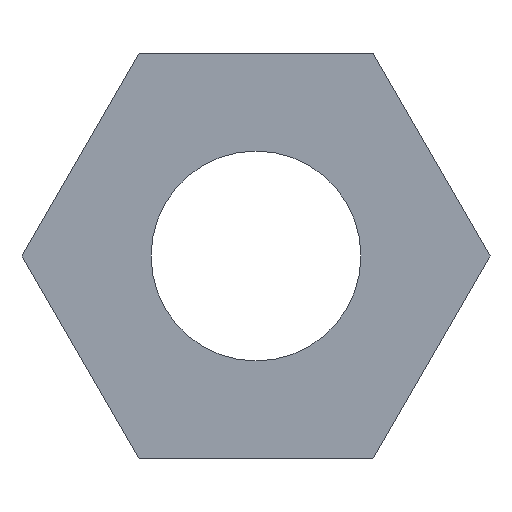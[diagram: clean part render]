
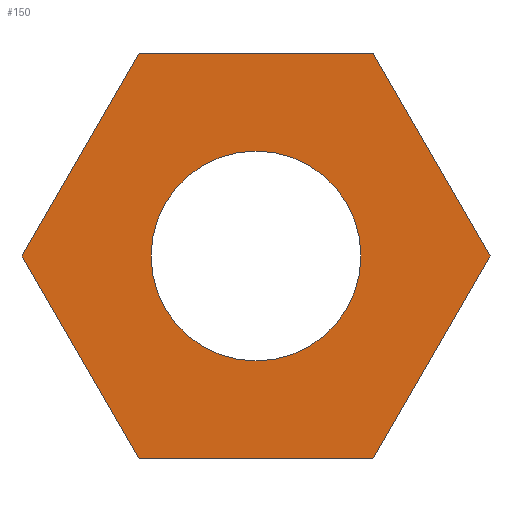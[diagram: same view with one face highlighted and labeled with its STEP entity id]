
A CAD part, front view. The second image highlights one B-rep face of the part: STEP entity #150.
In plain terms, the highlighted planar face has unit normal (0, -1, 0).
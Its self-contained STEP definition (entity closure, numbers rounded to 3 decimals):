
#7 = EDGE_CURVE ( 'NONE', #246, #295, #152, .T. ) ;
#9 = CIRCLE ( 'NONE', #193, 1.45 ) ;
#10 = VECTOR ( 'NONE', #166, 1000. ) ;
#22 = VECTOR ( 'NONE', #305, 1000. ) ;
#23 = ORIENTED_EDGE ( 'NONE', *, *, #117, .F. ) ;
#24 = LINE ( 'NONE', #126, #144 ) ;
#38 = CARTESIAN_POINT ( 'NONE',  ( -1.617, 0., -2.8 ) ) ;
#45 = PLANE ( 'NONE',  #277 ) ;
#54 = EDGE_CURVE ( 'NONE', #224, #197, #213, .T. ) ;
#56 = CARTESIAN_POINT ( 'NONE',  ( 1.617, 0., 2.8 ) ) ;
#59 = DIRECTION ( 'NONE',  ( -0.5, 0., 0.866 ) ) ;
#71 = CARTESIAN_POINT ( 'NONE',  ( 1.617, 0., -2.8 ) ) ;
#79 = CARTESIAN_POINT ( 'NONE',  ( 3.233, 0., 0. ) ) ;
#80 = CIRCLE ( 'NONE', #242, 1.45 ) ;
#82 = DIRECTION ( 'NONE',  ( 0.5, 0., -0.866 ) ) ;
#92 = DIRECTION ( 'NONE',  ( 1., 0., 0. ) ) ;
#95 = CARTESIAN_POINT ( 'NONE',  ( 0., 0., 0. ) ) ;
#105 = VECTOR ( 'NONE', #92, 1000. ) ;
#107 = DIRECTION ( 'NONE',  ( 0., 1., 0. ) ) ;
#113 = CARTESIAN_POINT ( 'NONE',  ( -1.617, 0., -2.8 ) ) ;
#114 = LINE ( 'NONE', #216, #105 ) ;
#117 = EDGE_CURVE ( 'NONE', #140, #224, #114, .T. ) ;
#118 = ORIENTED_EDGE ( 'NONE', *, *, #141, .T. ) ;
#126 = CARTESIAN_POINT ( 'NONE',  ( -3.233, 0., 0. ) ) ;
#127 = EDGE_CURVE ( 'NONE', #273, #246, #286, .T. ) ;
#131 = CARTESIAN_POINT ( 'NONE',  ( 1.617, 0., 2.8 ) ) ;
#138 = DIRECTION ( 'NONE',  ( 0., 1., 0. ) ) ;
#140 = VERTEX_POINT ( 'NONE', #314 ) ;
#141 = EDGE_CURVE ( 'NONE', #322, #244, #80, .T. ) ;
#144 = VECTOR ( 'NONE', #204, 1000. ) ;
#147 = ORIENTED_EDGE ( 'NONE', *, *, #183, .F. ) ;
#148 = ORIENTED_EDGE ( 'NONE', *, *, #7, .F. ) ;
#150 = ADVANCED_FACE ( 'NONE', ( #168, #266 ), #45, .F. ) ;
#152 = LINE ( 'NONE', #38, #195 ) ;
#157 = CARTESIAN_POINT ( 'NONE',  ( -3.233, 0., 0. ) ) ;
#166 = DIRECTION ( 'NONE',  ( -1., 0., 0. ) ) ;
#168 = FACE_OUTER_BOUND ( 'NONE', #174, .T. ) ;
#169 = ORIENTED_EDGE ( 'NONE', *, *, #127, .F. ) ;
#170 = ORIENTED_EDGE ( 'NONE', *, *, #318, .T. ) ;
#174 = EDGE_LOOP ( 'NONE', ( #319, #23, #147, #148, #169, #270 ) ) ;
#182 = CARTESIAN_POINT ( 'NONE',  ( 0., 0., -1.45 ) ) ;
#183 = EDGE_CURVE ( 'NONE', #295, #140, #24, .T. ) ;
#187 = CARTESIAN_POINT ( 'NONE',  ( 0., 0., 1.45 ) ) ;
#189 = CARTESIAN_POINT ( 'NONE',  ( 1.617, 0., -2.8 ) ) ;
#193 = AXIS2_PLACEMENT_3D ( 'NONE', #239, #107, #260 ) ;
#194 = DIRECTION ( 'NONE',  ( 0., 1., 0. ) ) ;
#195 = VECTOR ( 'NONE', #59, 1000. ) ;
#197 = VERTEX_POINT ( 'NONE', #79 ) ;
#204 = DIRECTION ( 'NONE',  ( 0.5, 0., 0.866 ) ) ;
#213 = LINE ( 'NONE', #131, #229 ) ;
#216 = CARTESIAN_POINT ( 'NONE',  ( -1.617, 0., 2.8 ) ) ;
#224 = VERTEX_POINT ( 'NONE', #56 ) ;
#229 = VECTOR ( 'NONE', #82, 1000. ) ;
#239 = CARTESIAN_POINT ( 'NONE',  ( 0., 0., 0. ) ) ;
#241 = CARTESIAN_POINT ( 'NONE',  ( 0., 0., 0. ) ) ;
#242 = AXIS2_PLACEMENT_3D ( 'NONE', #95, #194, #288 ) ;
#244 = VERTEX_POINT ( 'NONE', #182 ) ;
#246 = VERTEX_POINT ( 'NONE', #113 ) ;
#260 = DIRECTION ( 'NONE',  ( 0., 0., 1. ) ) ;
#266 = FACE_BOUND ( 'NONE', #317, .T. ) ;
#270 = ORIENTED_EDGE ( 'NONE', *, *, #292, .F. ) ;
#273 = VERTEX_POINT ( 'NONE', #189 ) ;
#277 = AXIS2_PLACEMENT_3D ( 'NONE', #241, #138, #294 ) ;
#281 = LINE ( 'NONE', #283, #22 ) ;
#283 = CARTESIAN_POINT ( 'NONE',  ( 3.233, 0., 0. ) ) ;
#286 = LINE ( 'NONE', #71, #10 ) ;
#288 = DIRECTION ( 'NONE',  ( 0., 0., 1. ) ) ;
#292 = EDGE_CURVE ( 'NONE', #197, #273, #281, .T. ) ;
#294 = DIRECTION ( 'NONE',  ( 0., 0., 1. ) ) ;
#295 = VERTEX_POINT ( 'NONE', #157 ) ;
#305 = DIRECTION ( 'NONE',  ( -0.5, 0., -0.866 ) ) ;
#314 = CARTESIAN_POINT ( 'NONE',  ( -1.617, 0., 2.8 ) ) ;
#317 = EDGE_LOOP ( 'NONE', ( #170, #118 ) ) ;
#318 = EDGE_CURVE ( 'NONE', #244, #322, #9, .T. ) ;
#319 = ORIENTED_EDGE ( 'NONE', *, *, #54, .F. ) ;
#322 = VERTEX_POINT ( 'NONE', #187 ) ;
